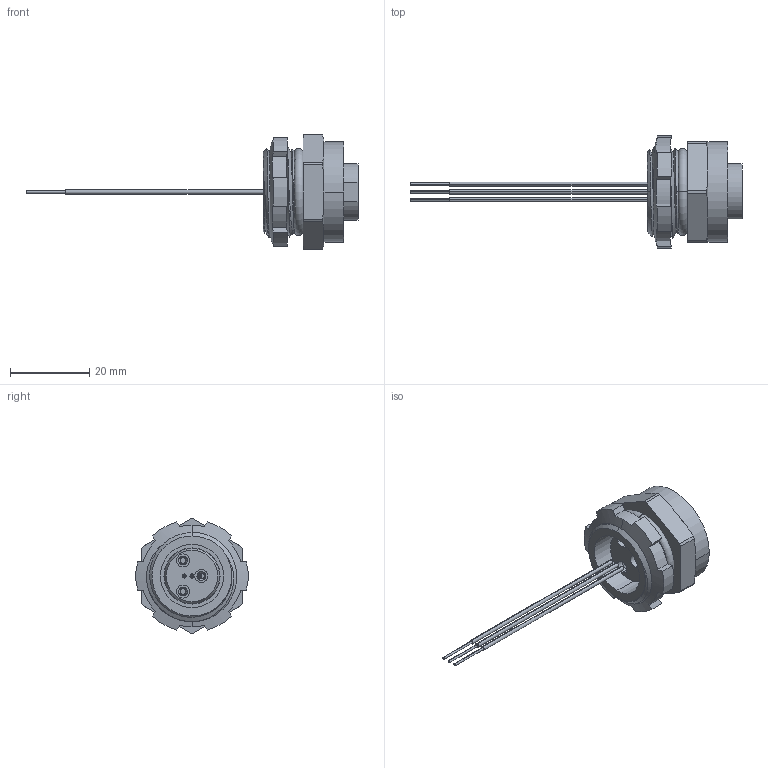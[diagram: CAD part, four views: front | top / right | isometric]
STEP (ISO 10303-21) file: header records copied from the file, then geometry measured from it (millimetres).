
FILE_DESCRIPTION((''),'2;1');
FILE_NAME('250143_SM01_ASM','2026-04-01T10:05:48',('banengservice'),('BANNER ENGINEERING'),'CREO PARAMETRIC BY PTC INC, 2022414','CREO PARAMETRIC BY PTC INC, 2022414','');
FILE_SCHEMA(('CONFIG_CONTROL_DESIGN'));
Length unit declared in the file: millimetre
Products named in the file (2): 250143_EP01; 250143_SM01_ASM
Assembly tree (1 placements, depth 2):
  250143_SM01_ASM
    250143_EP01
Bounding box: 83.95 x 28.35 x 28.85 mm (x, y, z)
Volume: 8006.9 mm3; surface area: 7140.2 mm2
Topology: 4 solids, 4 shells, 227 faces, 517 edges, 325 vertices
Faces by surface type: cylinder 104, plane 61, cone 36, torus 14, bspline 12
Entity records: 11268 total; most frequent: CARTESIAN_POINT 6131, DIRECTION 1091, ORIENTED_EDGE 1022, EDGE_CURVE 511, AXIS2_PLACEMENT_3D 457, VERTEX_POINT 325, EDGE_LOOP 260, CIRCLE 239
